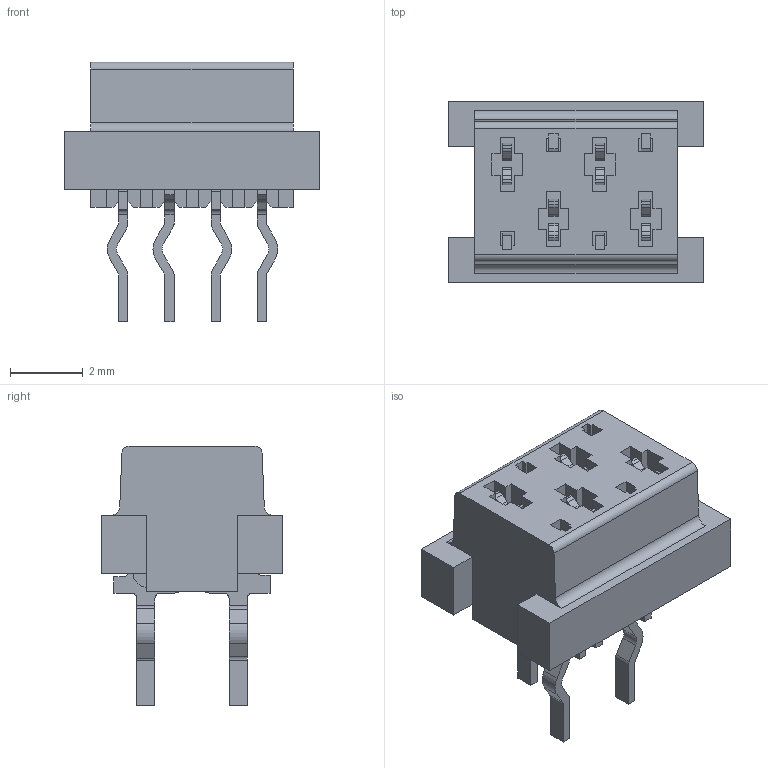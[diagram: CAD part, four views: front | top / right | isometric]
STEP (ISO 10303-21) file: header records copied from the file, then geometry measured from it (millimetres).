
FILE_DESCRIPTION((''),'2;1');
FILE_NAME('C-215079-4','2017-04-24T',('workeradm'),('Tyco Electronics Ltd.'),'CREO PARAMETRIC BY PTC INC, 2016050','CREO PARAMETRIC BY PTC INC, 2016050','');
FILE_SCHEMA(('AUTOMOTIVE_DESIGN { 1 0 10303 214 1 1 1 1 }'));
Length unit declared in the file: millimetre
Products named in the file (1): C-215079-4
Bounding box: 7.04 x 5 x 7.15 mm (x, y, z)
Volume: 95.3 mm3; surface area: 221.6 mm2
Topology: 1 solids, 1 shells, 382 faces, 1080 edges, 716 vertices
Faces by surface type: plane 322, cylinder 60
Entity records: 12385 total; most frequent: CARTESIAN_POINT 2180, ORIENTED_EDGE 2160, DIRECTION 1964, EDGE_CURVE 1080, VECTOR 960, LINE 960, VERTEX_POINT 716, AXIS2_PLACEMENT_3D 502
